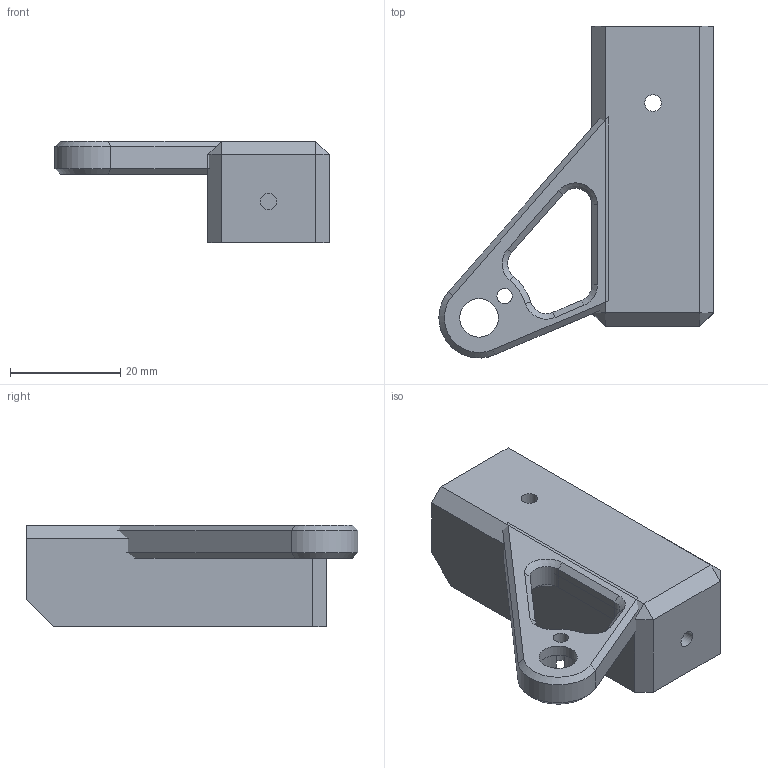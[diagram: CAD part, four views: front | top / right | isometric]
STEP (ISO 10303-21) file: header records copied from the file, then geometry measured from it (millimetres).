
FILE_DESCRIPTION(('FreeCAD Model'),'2;1');
FILE_NAME('z-upper-joint-L-x1.step', '2021-08-23T18:04:10',('Author'),(''), 'Open CASCADE STEP processor 7.3','FreeCAD','Unknown');
FILE_SCHEMA(('AUTOMOTIVE_DESIGN { 1 0 10303 214 1 1 1 1 }'));
Length unit declared in the file: millimetre
Products named in the file (2): beveled.joint; centering-bearing-holder
Bounding box: 49.79 x 60.29 x 18.5 mm (x, y, z)
Volume: 14624.6 mm3; surface area: 8670.9 mm2
Topology: 2 solids, 2 shells, 67 faces, 160 edges, 98 vertices
Faces by surface type: plane 43, cylinder 12, cone 12
Full cylindrical faces by diameter (mm): 2.8 x1, 3 x2, 7 x1
Entity records: 4223 total; most frequent: CARTESIAN_POINT 730, DIRECTION 620, LINE 392, VECTOR 392, ORIENTED_EDGE 320, PCURVE 320, DEFINITIONAL_REPRESENTATION 320, EDGE_CURVE 160
